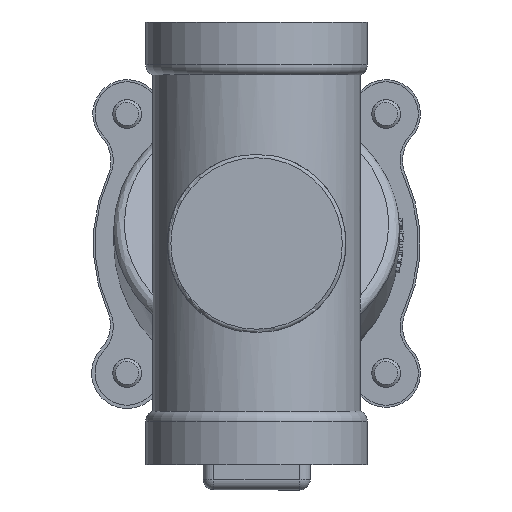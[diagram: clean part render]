
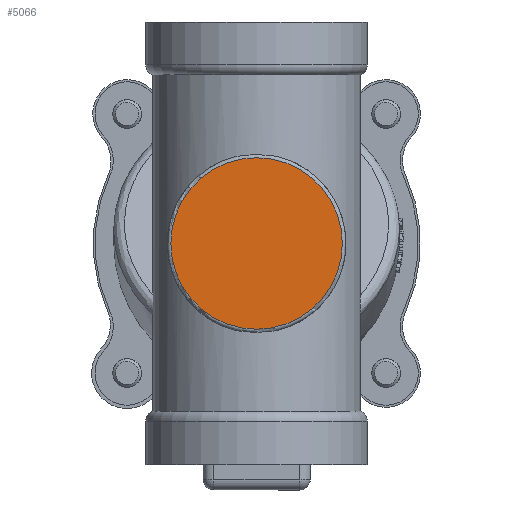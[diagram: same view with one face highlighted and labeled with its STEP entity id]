
A CAD part, front view. The second image highlights one B-rep face of the part: STEP entity #5066.
In plain terms, the highlighted planar face has unit normal (0, -1, 0).
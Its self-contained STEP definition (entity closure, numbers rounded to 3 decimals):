
#379=CIRCLE('',#5546,24.);
#776=PLANE('',#5551);
#1598=FACE_OUTER_BOUND('',#1913,.T.);
#1913=EDGE_LOOP('',(#4219));
#2523=VERTEX_POINT('',#9283);
#3131=EDGE_CURVE('',#2523,#2523,#379,.T.);
#4219=ORIENTED_EDGE('',*,*,#3131,.F.);
#5066=ADVANCED_FACE('',(#1598),#776,.F.);
#5546=AXIS2_PLACEMENT_3D('',#9284,#6504,#6505);
#5551=AXIS2_PLACEMENT_3D('',#9356,#6514,#6515);
#6504=DIRECTION('center_axis',(0.,1.,0.));
#6505=DIRECTION('ref_axis',(-1.,0.,0.));
#6514=DIRECTION('center_axis',(0.,1.,0.));
#6515=DIRECTION('ref_axis',(0.,0.,1.));
#9283=CARTESIAN_POINT('',(0.,-29.41,86.));
#9284=CARTESIAN_POINT('Origin',(0.,-29.41,62.));
#9356=CARTESIAN_POINT('Origin',(0.,-29.41,62.));
